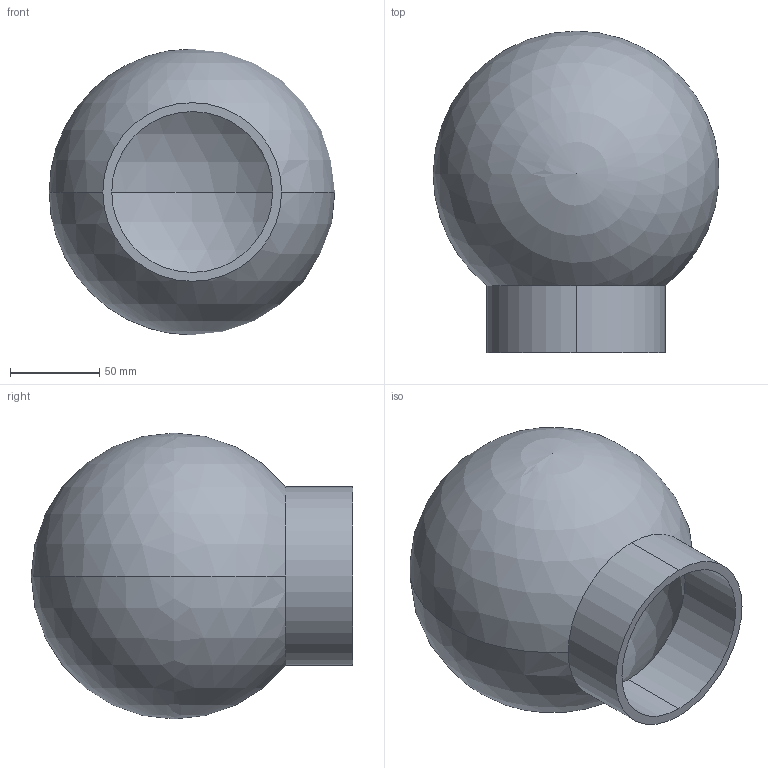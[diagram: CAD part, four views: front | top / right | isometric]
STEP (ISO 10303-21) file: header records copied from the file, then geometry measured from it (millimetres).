
FILE_DESCRIPTION (( 'STEP AP203' ), '1' );
FILE_NAME ('63LBBͷ.STEP', '2024-12-19T12:18:21', ( '' ), ( '' ), 'SwSTEP 2.0', 'SolidWorks 2024', '' );
FILE_SCHEMA (( 'CONFIG_CONTROL_DESIGN' ));
Length unit declared in the file: millimetre
Products named in the file (1): 63LBB头
Bounding box: 159.78 x 180 x 160 mm (x, y, z)
Volume: 395693.9 mm3; surface area: 159819.1 mm2
Topology: 1 solids, 1 shells, 9 faces, 30 edges, 20 vertices
Faces by surface type: cylinder 4, sphere 4, plane 1
Entity records: 341 total; most frequent: DIRECTION 56, CARTESIAN_POINT 44, ORIENTED_EDGE 40, AXIS2_PLACEMENT_3D 26, EDGE_CURVE 20, CIRCLE 16, VERTEX_POINT 14, EDGE_LOOP 10
